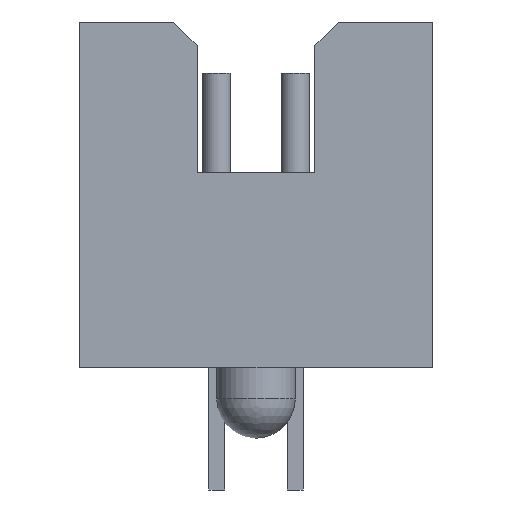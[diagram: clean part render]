
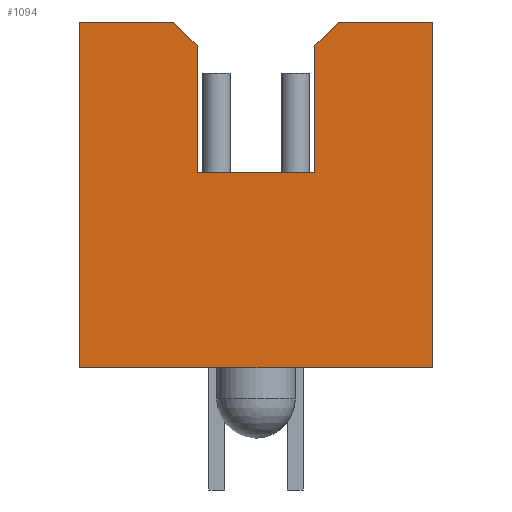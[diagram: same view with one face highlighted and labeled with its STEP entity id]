
A CAD part, left-side view. The second image highlights one B-rep face of the part: STEP entity #1094.
In plain terms, the highlighted planar face has unit normal (-1, 0, 0).
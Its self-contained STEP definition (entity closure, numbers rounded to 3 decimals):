
#49 = VERTEX_POINT('',#50);
#50 = CARTESIAN_POINT('',(-2.223,0.635,0.));
#218 = VERTEX_POINT('',#219);
#219 = CARTESIAN_POINT('',(-2.223,3.493,0.));
#225 = EDGE_CURVE('',#218,#49,#226,.T.);
#226 = LINE('',#227,#228);
#227 = CARTESIAN_POINT('',(-2.223,3.493,0.));
#228 = VECTOR('',#229,1.);
#229 = DIRECTION('',(0.,-1.,0.));
#367 = VERTEX_POINT('',#368);
#368 = CARTESIAN_POINT('',(-2.223,-2.223,0.));
#374 = EDGE_CURVE('',#49,#367,#375,.T.);
#375 = LINE('',#376,#377);
#376 = CARTESIAN_POINT('',(-2.223,3.493,0.));
#377 = VECTOR('',#378,1.);
#378 = DIRECTION('',(0.,-1.,0.));
#412 = EDGE_CURVE('',#413,#218,#415,.T.);
#413 = VERTEX_POINT('',#414);
#414 = CARTESIAN_POINT('',(-2.223,3.493,5.588));
#415 = LINE('',#416,#417);
#416 = CARTESIAN_POINT('',(-2.223,3.493,5.588));
#417 = VECTOR('',#418,1.);
#418 = DIRECTION('',(-0.,0.,-1.));
#446 = VERTEX_POINT('',#447);
#447 = CARTESIAN_POINT('',(-2.223,1.588,3.15));
#453 = EDGE_CURVE('',#446,#454,#456,.T.);
#454 = VERTEX_POINT('',#455);
#455 = CARTESIAN_POINT('',(-2.223,-0.318,3.15));
#456 = LINE('',#457,#458);
#457 = CARTESIAN_POINT('',(-2.223,1.588,3.15));
#458 = VECTOR('',#459,1.);
#459 = DIRECTION('',(0.,-1.,0.));
#836 = EDGE_CURVE('',#413,#837,#839,.T.);
#837 = VERTEX_POINT('',#838);
#838 = CARTESIAN_POINT('',(-2.223,1.969,5.588));
#839 = LINE('',#840,#841);
#840 = CARTESIAN_POINT('',(-2.223,3.493,5.588));
#841 = VECTOR('',#842,1.);
#842 = DIRECTION('',(0.,-1.,0.));
#894 = VERTEX_POINT('',#895);
#895 = CARTESIAN_POINT('',(-2.223,-0.699,5.588));
#901 = EDGE_CURVE('',#894,#902,#904,.T.);
#902 = VERTEX_POINT('',#903);
#903 = CARTESIAN_POINT('',(-2.223,-2.223,5.588));
#904 = LINE('',#905,#906);
#905 = CARTESIAN_POINT('',(-2.223,3.493,5.588));
#906 = VECTOR('',#907,1.);
#907 = DIRECTION('',(0.,-1.,0.));
#931 = EDGE_CURVE('',#932,#454,#934,.T.);
#932 = VERTEX_POINT('',#933);
#933 = CARTESIAN_POINT('',(-2.223,-0.318,5.207));
#934 = LINE('',#935,#936);
#935 = CARTESIAN_POINT('',(-2.223,-0.318,8.026));
#936 = VECTOR('',#937,1.);
#937 = DIRECTION('',(-0.,0.,-1.));
#969 = VERTEX_POINT('',#970);
#970 = CARTESIAN_POINT('',(-2.223,1.588,5.207));
#976 = EDGE_CURVE('',#969,#446,#977,.T.);
#977 = LINE('',#978,#979);
#978 = CARTESIAN_POINT('',(-2.223,1.588,8.026));
#979 = VECTOR('',#980,1.);
#980 = DIRECTION('',(-0.,0.,-1.));
#1094 = ADVANCED_FACE('',(#1095),#1123,.F.);
#1095 = FACE_BOUND('',#1096,.T.);
#1096 = EDGE_LOOP('',(#1097,#1103,#1104,#1105,#1106,#1112,#1113,#1114,
    #1115,#1116,#1122));
#1097 = ORIENTED_EDGE('',*,*,#1098,.T.);
#1098 = EDGE_CURVE('',#894,#932,#1099,.T.);
#1099 = LINE('',#1100,#1101);
#1100 = CARTESIAN_POINT('',(-2.223,-0.699,5.588));
#1101 = VECTOR('',#1102,1.);
#1102 = DIRECTION('',(0.,0.707,-0.707));
#1103 = ORIENTED_EDGE('',*,*,#931,.T.);
#1104 = ORIENTED_EDGE('',*,*,#453,.F.);
#1105 = ORIENTED_EDGE('',*,*,#976,.F.);
#1106 = ORIENTED_EDGE('',*,*,#1107,.T.);
#1107 = EDGE_CURVE('',#969,#837,#1108,.T.);
#1108 = LINE('',#1109,#1110);
#1109 = CARTESIAN_POINT('',(-2.223,1.588,5.207));
#1110 = VECTOR('',#1111,1.);
#1111 = DIRECTION('',(0.,0.707,0.707));
#1112 = ORIENTED_EDGE('',*,*,#836,.F.);
#1113 = ORIENTED_EDGE('',*,*,#412,.T.);
#1114 = ORIENTED_EDGE('',*,*,#225,.T.);
#1115 = ORIENTED_EDGE('',*,*,#374,.T.);
#1116 = ORIENTED_EDGE('',*,*,#1117,.F.);
#1117 = EDGE_CURVE('',#902,#367,#1118,.T.);
#1118 = LINE('',#1119,#1120);
#1119 = CARTESIAN_POINT('',(-2.223,-2.223,5.588));
#1120 = VECTOR('',#1121,1.);
#1121 = DIRECTION('',(-0.,0.,-1.));
#1122 = ORIENTED_EDGE('',*,*,#901,.F.);
#1123 = PLANE('',#1124);
#1124 = AXIS2_PLACEMENT_3D('',#1125,#1126,#1127);
#1125 = CARTESIAN_POINT('',(-2.223,3.493,5.588));
#1126 = DIRECTION('',(1.,0.,0.));
#1127 = DIRECTION('',(0.,1.,0.));
